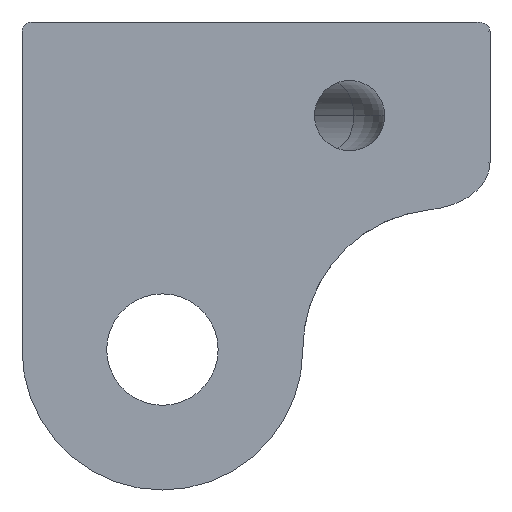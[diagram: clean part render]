
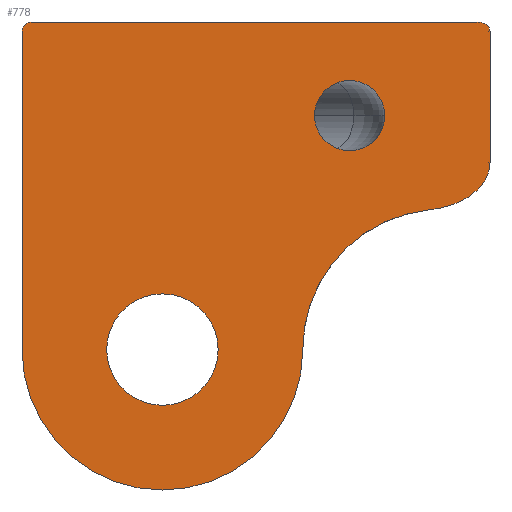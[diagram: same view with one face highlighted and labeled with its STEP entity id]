
A CAD part, front view. The second image highlights one B-rep face of the part: STEP entity #778.
In plain terms, the highlighted planar face has unit normal (0, -1, 0).
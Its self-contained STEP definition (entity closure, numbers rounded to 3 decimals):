
#8 = AXIS2_PLACEMENT_3D ( 'NONE', #1171, #1822, #2059 ) ;
#32 = VERTEX_POINT ( 'NONE', #1128 ) ;
#40 = VERTEX_POINT ( 'NONE', #1312 ) ;
#54 = AXIS2_PLACEMENT_3D ( 'NONE', #282, #1311, #106 ) ;
#106 = DIRECTION ( 'NONE',  ( 0., 0., -1. ) ) ;
#113 = CARTESIAN_POINT ( 'NONE',  ( 5., 0., 0.9 ) ) ;
#132 = EDGE_CURVE ( 'NONE', #1465, #1089, #1088, .T. ) ;
#145 = CARTESIAN_POINT ( 'NONE',  ( 4.707, 0., -0.905 ) ) ;
#195 = CARTESIAN_POINT ( 'NONE',  ( 0.1, 0., 0.9 ) ) ;
#217 = VERTEX_POINT ( 'NONE', #2051 ) ;
#231 = ORIENTED_EDGE ( 'NONE', *, *, #2020, .F. ) ;
#272 = DIRECTION ( 'NONE',  ( 0., -1., 0. ) ) ;
#282 = CARTESIAN_POINT ( 'NONE',  ( 1.5, 0., -2.5 ) ) ;
#285 = CARTESIAN_POINT ( 'NONE',  ( 3.125, 0., 0. ) ) ;
#293 = CIRCLE ( 'NONE', #2159, 0.596 ) ;
#301 = CARTESIAN_POINT ( 'NONE',  ( 4.707, 0., -0.905 ) ) ;
#302 = CIRCLE ( 'NONE', #1513, 0.375 ) ;
#336 = CARTESIAN_POINT ( 'NONE',  ( 0., 0., -2.5 ) ) ;
#341 = CARTESIAN_POINT ( 'NONE',  ( 0., 0., 0.9 ) ) ;
#375 = DIRECTION ( 'NONE',  ( 1., 0., 0. ) ) ;
#387 = CARTESIAN_POINT ( 'NONE',  ( 5., 0., -4. ) ) ;
#393 = PLANE ( 'NONE',  #1236 ) ;
#423 = AXIS2_PLACEMENT_3D ( 'NONE', #834, #2029, #2193 ) ;
#427 = B_SPLINE_CURVE_WITH_KNOTS ( 'NONE', 3,
 ( #972, #2002, #1329, #301 ),
 .UNSPECIFIED., .F., .F.,
 ( 4, 4 ),
 ( 0., 0. ),
 .UNSPECIFIED. ) ;
#453 = ORIENTED_EDGE ( 'NONE', *, *, #1050, .T. ) ;
#481 = EDGE_CURVE ( 'NONE', #1465, #2035, #903, .T. ) ;
#490 = CARTESIAN_POINT ( 'NONE',  ( 1.5, 0., -1.904 ) ) ;
#525 = ORIENTED_EDGE ( 'NONE', *, *, #531, .T. ) ;
#531 = EDGE_CURVE ( 'NONE', #40, #2150, #1910, .T. ) ;
#544 = VERTEX_POINT ( 'NONE', #1342 ) ;
#578 = LINE ( 'NONE', #1477, #1880 ) ;
#586 = CIRCLE ( 'NONE', #1140, 0.375 ) ;
#626 = CARTESIAN_POINT ( 'NONE',  ( 5., 0., 0.9 ) ) ;
#631 = DIRECTION ( 'NONE',  ( 0., 0., -1. ) ) ;
#634 = DIRECTION ( 'NONE',  ( 0., 0., 1. ) ) ;
#641 = CARTESIAN_POINT ( 'NONE',  ( 4.941, 0., 1. ) ) ;
#661 = ORIENTED_EDGE ( 'NONE', *, *, #663, .T. ) ;
#663 = EDGE_CURVE ( 'NONE', #217, #1089, #1798, .T. ) ;
#664 = CARTESIAN_POINT ( 'NONE',  ( 5., 0., -0.5 ) ) ;
#689 = CARTESIAN_POINT ( 'NONE',  ( 3., 0., -2.5 ) ) ;
#699 = CIRCLE ( 'NONE', #54, 0.596 ) ;
#727 = EDGE_LOOP ( 'NONE', ( #895, #751 ) ) ;
#745 = DIRECTION ( 'NONE',  ( 1., 0., 0. ) ) ;
#751 = ORIENTED_EDGE ( 'NONE', *, *, #1869, .F. ) ;
#758 = FACE_BOUND ( 'NONE', #727, .T. ) ;
#778 = ADVANCED_FACE ( 'NONE', ( #1924, #2082, #758 ), #393, .T. ) ;
#783 = VECTOR ( 'NONE', #1967, 1000. ) ;
#799 = CARTESIAN_POINT ( 'NONE',  ( 1.5, 0., -2.5 ) ) ;
#834 = CARTESIAN_POINT ( 'NONE',  ( 4.5, 0., -2.5 ) ) ;
#856 =( BOUNDED_CURVE ( )  B_SPLINE_CURVE ( 3, ( #113, #1147, #641, #1829 ),
 .UNSPECIFIED., .F., .F. ) 
 B_SPLINE_CURVE_WITH_KNOTS ( ( 4, 4 ),
 ( 0., 1.571 ),
 .UNSPECIFIED. ) 
 CURVE ( )  GEOMETRIC_REPRESENTATION_ITEM ( )  RATIONAL_B_SPLINE_CURVE ( ( 1., 0.805, 0.805, 1. ) ) 
 REPRESENTATION_ITEM ( '' )  );
#859 = ORIENTED_EDGE ( 'NONE', *, *, #481, .T. ) ;
#867 = ORIENTED_EDGE ( 'NONE', *, *, #1828, .T. ) ;
#875 = ORIENTED_EDGE ( 'NONE', *, *, #132, .F. ) ;
#889 = CARTESIAN_POINT ( 'NONE',  ( 1.5, 0., -4. ) ) ;
#895 = ORIENTED_EDGE ( 'NONE', *, *, #1518, .F. ) ;
#903 = CIRCLE ( 'NONE', #8, 1.5 ) ;
#930 = AXIS2_PLACEMENT_3D ( 'NONE', #1464, #272, #1768 ) ;
#968 = DIRECTION ( 'NONE',  ( 0., -1., 0. ) ) ;
#970 = EDGE_CURVE ( 'NONE', #1831, #40, #427, .T. ) ;
#972 = CARTESIAN_POINT ( 'NONE',  ( 4.345, 0., -1.008 ) ) ;
#1015 = ORIENTED_EDGE ( 'NONE', *, *, #2174, .T. ) ;
#1044 = VERTEX_POINT ( 'NONE', #1172 ) ;
#1050 = EDGE_CURVE ( 'NONE', #1116, #1831, #1176, .T. ) ;
#1088 = LINE ( 'NONE', #2206, #1848 ) ;
#1089 = VERTEX_POINT ( 'NONE', #341 ) ;
#1116 = VERTEX_POINT ( 'NONE', #689 ) ;
#1128 = CARTESIAN_POINT ( 'NONE',  ( 3.875, 0., 0. ) ) ;
#1140 = AXIS2_PLACEMENT_3D ( 'NONE', #1473, #968, #1998 ) ;
#1147 = CARTESIAN_POINT ( 'NONE',  ( 5., 0., 0.959 ) ) ;
#1171 = CARTESIAN_POINT ( 'NONE',  ( 1.5, 0., -2.5 ) ) ;
#1172 = CARTESIAN_POINT ( 'NONE',  ( 4.859, 0., 1. ) ) ;
#1176 = CIRCLE ( 'NONE', #423, 1.5 ) ;
#1177 = DIRECTION ( 'NONE',  ( 0., -1., 0. ) ) ;
#1195 = CARTESIAN_POINT ( 'NONE',  ( 3.5, 0., 0. ) ) ;
#1236 = AXIS2_PLACEMENT_3D ( 'NONE', #387, #1760, #745 ) ;
#1287 = EDGE_LOOP ( 'NONE', ( #1711, #1785 ) ) ;
#1303 = CARTESIAN_POINT ( 'NONE',  ( 4.345, 0., -1.008 ) ) ;
#1311 = DIRECTION ( 'NONE',  ( 0., -1., 0. ) ) ;
#1312 = CARTESIAN_POINT ( 'NONE',  ( 4.707, 0., -0.905 ) ) ;
#1329 = CARTESIAN_POINT ( 'NONE',  ( 4.593, 0., -0.963 ) ) ;
#1342 = CARTESIAN_POINT ( 'NONE',  ( 1.5, 0., -3.096 ) ) ;
#1350 = DIRECTION ( 'NONE',  ( 1., 0., 0. ) ) ;
#1351 = CIRCLE ( 'NONE', #930, 1.5 ) ;
#1362 = DIRECTION ( 'NONE',  ( 0., 0., 1. ) ) ;
#1393 = DIRECTION ( 'NONE',  ( 0., -1., 0. ) ) ;
#1462 = CARTESIAN_POINT ( 'NONE',  ( 5., 0., -0.664 ) ) ;
#1464 = CARTESIAN_POINT ( 'NONE',  ( 1.5, 0., -2.5 ) ) ;
#1465 = VERTEX_POINT ( 'NONE', #336 ) ;
#1473 = CARTESIAN_POINT ( 'NONE',  ( 3.5, 0., 0. ) ) ;
#1477 = CARTESIAN_POINT ( 'NONE',  ( 5., 0., -4. ) ) ;
#1510 = EDGE_LOOP ( 'NONE', ( #1926, #1015, #231, #661, #875, #859, #867, #453, #1952, #525 ) ) ;
#1513 = AXIS2_PLACEMENT_3D ( 'NONE', #1195, #1177, #1350 ) ;
#1518 = EDGE_CURVE ( 'NONE', #32, #2153, #586, .T. ) ;
#1544 = EDGE_CURVE ( 'NONE', #544, #1860, #293, .T. ) ;
#1550 = EDGE_CURVE ( 'NONE', #1860, #544, #699, .T. ) ;
#1607 = VERTEX_POINT ( 'NONE', #626 ) ;
#1711 = ORIENTED_EDGE ( 'NONE', *, *, #1544, .F. ) ;
#1760 = DIRECTION ( 'NONE',  ( 0., -1., 0. ) ) ;
#1768 = DIRECTION ( 'NONE',  ( 1., 0., 0. ) ) ;
#1785 = ORIENTED_EDGE ( 'NONE', *, *, #1550, .F. ) ;
#1798 = CIRCLE ( 'NONE', #2185, 0.1 ) ;
#1819 = DIRECTION ( 'NONE',  ( 0., -1., 0. ) ) ;
#1822 = DIRECTION ( 'NONE',  ( 0., -1., 0. ) ) ;
#1828 = EDGE_CURVE ( 'NONE', #2035, #1116, #1351, .T. ) ;
#1829 = CARTESIAN_POINT ( 'NONE',  ( 4.859, 0., 1. ) ) ;
#1831 = VERTEX_POINT ( 'NONE', #1303 ) ;
#1848 = VECTOR ( 'NONE', #1362, 1000. ) ;
#1860 = VERTEX_POINT ( 'NONE', #490 ) ;
#1869 = EDGE_CURVE ( 'NONE', #2153, #32, #302, .T. ) ;
#1880 = VECTOR ( 'NONE', #634, 1000. ) ;
#1910 =( BOUNDED_CURVE ( )  B_SPLINE_CURVE ( 3, ( #145, #1994, #1462, #664 ),
 .UNSPECIFIED., .F., .T. ) 
 B_SPLINE_CURVE_WITH_KNOTS ( ( 4, 4 ),
 ( 2.197, 3.142 ),
 .UNSPECIFIED. ) 
 CURVE ( )  GEOMETRIC_REPRESENTATION_ITEM ( )  RATIONAL_B_SPLINE_CURVE ( ( 1., 0.927, 0.927, 1. ) ) 
 REPRESENTATION_ITEM ( '' )  );
#1924 = FACE_OUTER_BOUND ( 'NONE', #1510, .T. ) ;
#1926 = ORIENTED_EDGE ( 'NONE', *, *, #2157, .T. ) ;
#1952 = ORIENTED_EDGE ( 'NONE', *, *, #970, .T. ) ;
#1967 = DIRECTION ( 'NONE',  ( 1., 0., 0. ) ) ;
#1970 = CARTESIAN_POINT ( 'NONE',  ( 5., 0., -0.5 ) ) ;
#1985 = LINE ( 'NONE', #2132, #783 ) ;
#1994 = CARTESIAN_POINT ( 'NONE',  ( 4.895, 0., -0.809 ) ) ;
#1998 = DIRECTION ( 'NONE',  ( 1., 0., 0. ) ) ;
#2002 = CARTESIAN_POINT ( 'NONE',  ( 4.471, 0., -0.995 ) ) ;
#2020 = EDGE_CURVE ( 'NONE', #217, #1044, #1985, .T. ) ;
#2029 = DIRECTION ( 'NONE',  ( 0., 1., 0. ) ) ;
#2035 = VERTEX_POINT ( 'NONE', #889 ) ;
#2051 = CARTESIAN_POINT ( 'NONE',  ( 0.1, 0., 1. ) ) ;
#2059 = DIRECTION ( 'NONE',  ( 1., 0., 0. ) ) ;
#2082 = FACE_BOUND ( 'NONE', #1287, .T. ) ;
#2132 = CARTESIAN_POINT ( 'NONE',  ( 5., 0., 1. ) ) ;
#2150 = VERTEX_POINT ( 'NONE', #1970 ) ;
#2153 = VERTEX_POINT ( 'NONE', #285 ) ;
#2157 = EDGE_CURVE ( 'NONE', #2150, #1607, #578, .T. ) ;
#2159 = AXIS2_PLACEMENT_3D ( 'NONE', #799, #1819, #631 ) ;
#2174 = EDGE_CURVE ( 'NONE', #1607, #1044, #856, .T. ) ;
#2185 = AXIS2_PLACEMENT_3D ( 'NONE', #195, #1393, #375 ) ;
#2193 = DIRECTION ( 'NONE',  ( 1., 0., 0. ) ) ;
#2206 = CARTESIAN_POINT ( 'NONE',  ( 0., 0., -4. ) ) ;
